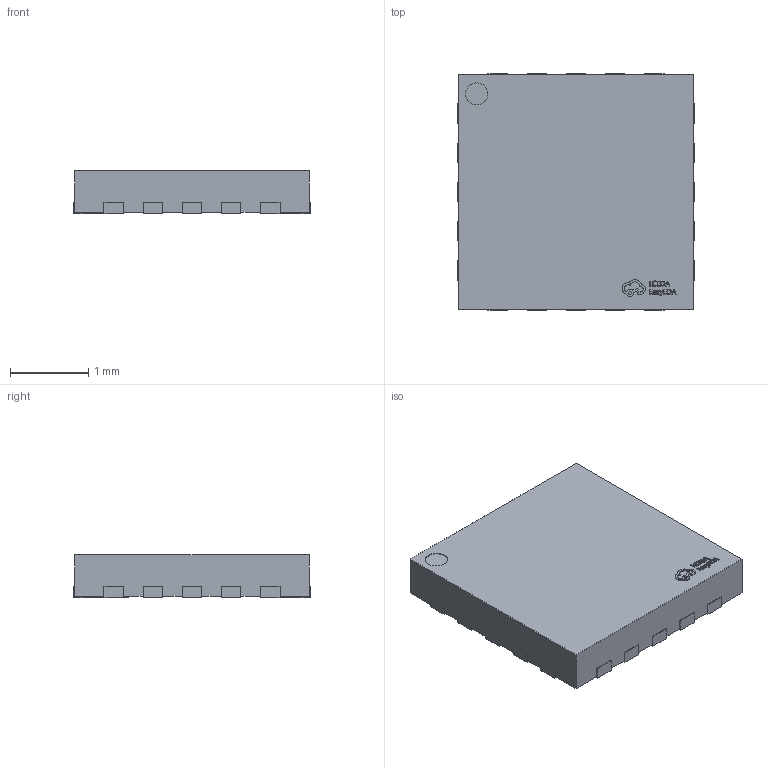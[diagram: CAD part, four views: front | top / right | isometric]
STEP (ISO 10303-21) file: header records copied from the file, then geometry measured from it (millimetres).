
FILE_DESCRIPTION (( 'STEP AP214' ), '1' );
FILE_NAME ('QFN-20_L3.0-W3.0-P0.50-BL-1.step', '2022-07-15T02:57:50', ( '' ), ( '' ), 'SwSTEP 2.0', 'SolidWorks 2020', '' );
FILE_SCHEMA (( 'AUTOMOTIVE_DESIGN' ));
Length unit declared in the file: millimetre
Products named in the file (1): QFN-20_L3.0-W3.0-P0.50-BL-1
Bounding box: 3.02 x 3.02 x 0.56 mm (x, y, z)
Volume: 4.8 mm3; surface area: 25.2 mm2
Topology: 1 solids, 1 shells, 435 faces, 1218 edges, 812 vertices
Faces by surface type: plane 288, bspline 114, cylinder 33
Entity records: 19456 total; most frequent: CARTESIAN_POINT 4251, ORIENTED_EDGE 2436, DIRECTION 1651, EDGE_CURVE 1218, LINE 877, VECTOR 877, VERTEX_POINT 812, EDGE_LOOP 462
